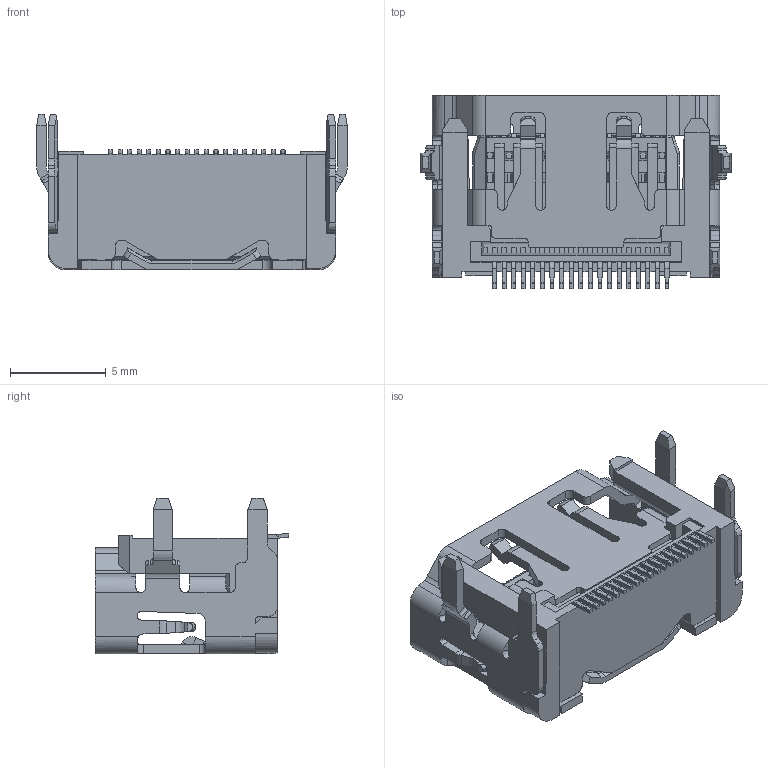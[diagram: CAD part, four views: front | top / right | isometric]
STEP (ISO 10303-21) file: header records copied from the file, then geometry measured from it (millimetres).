
FILE_DESCRIPTION (( 'STEP AP203' ), '1' );
FILE_NAME ('10029449-111RLF_hdmi_recepticale.step', '2019-10-07T21:21:44', ( '' ), ( '' ), 'SwSTEP 2.0', 'SolidWorks 2017', '' );
FILE_SCHEMA (( 'CONFIG_CONTROL_DESIGN' ));
Length unit declared in the file: inch
Products named in the file (1): 10029449-111RLF_hdmi_recepticale
Bounding box: 16.2 x 10.1 x 8.13 mm (x, y, z)
Volume: 342.2 mm3; surface area: 1185.1 mm2
Topology: 1 solids, 1 shells, 1581 faces, 4464 edges, 2838 vertices
Faces by surface type: plane 1279, cylinder 229, cone 34, bspline 28, sphere 6, torus 5
Entity records: 51586 total; most frequent: CARTESIAN_POINT 10582, ORIENTED_EDGE 8924, DIRECTION 7984, EDGE_CURVE 4462, LINE 3794, VECTOR 3794, VERTEX_POINT 2838, AXIS2_PLACEMENT_3D 2095
